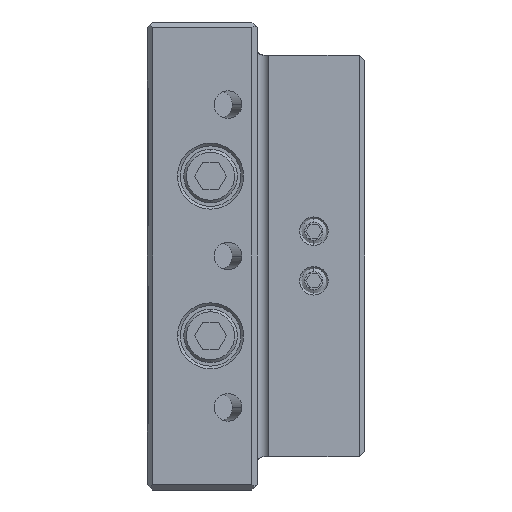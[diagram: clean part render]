
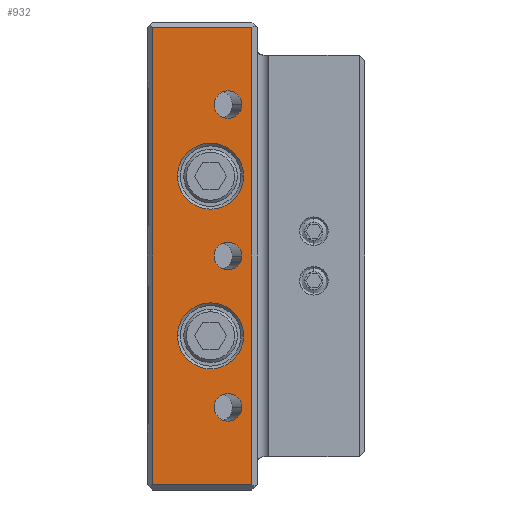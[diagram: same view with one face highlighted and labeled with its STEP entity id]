
A CAD part, front view. The second image highlights one B-rep face of the part: STEP entity #932.
In plain terms, the highlighted planar face has unit normal (0, -1, 0).
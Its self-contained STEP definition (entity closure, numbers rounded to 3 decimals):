
#230=FACE_BOUND('',#1884,.T.);
#231=FACE_BOUND('',#1885,.T.);
#232=FACE_BOUND('',#1886,.T.);
#233=FACE_BOUND('',#1887,.T.);
#234=FACE_BOUND('',#1888,.T.);
#235=FACE_BOUND('',#1889,.T.);
#473=CIRCLE('',#7402,6.);
#474=CIRCLE('',#7403,6.);
#475=CIRCLE('',#7404,6.);
#476=CIRCLE('',#7405,6.);
#855=ELLIPSE('',#7396,2.51,2.5);
#856=ELLIPSE('',#7397,2.51,2.5);
#857=ELLIPSE('',#7398,2.51,2.5);
#858=ELLIPSE('',#7399,2.51,2.5);
#859=ELLIPSE('',#7400,2.51,2.5);
#860=ELLIPSE('',#7401,2.51,2.5);
#932=ADVANCED_FACE('',(#230,#231,#232,#233,#234,#235),#1331,.F.);
#1331=PLANE('',#7406);
#1884=EDGE_LOOP('',(#2540,#2541,#2542,#2543));
#1885=EDGE_LOOP('',(#2544,#2545));
#1886=EDGE_LOOP('',(#2546,#2547));
#1887=EDGE_LOOP('',(#2548,#2549));
#1888=EDGE_LOOP('',(#2550,#2551));
#1889=EDGE_LOOP('',(#2552,#2553));
#2540=ORIENTED_EDGE('',*,*,#5086,.T.);
#2541=ORIENTED_EDGE('',*,*,#5091,.T.);
#2542=ORIENTED_EDGE('',*,*,#4983,.F.);
#2543=ORIENTED_EDGE('',*,*,#5090,.F.);
#2544=ORIENTED_EDGE('',*,*,#5092,.T.);
#2545=ORIENTED_EDGE('',*,*,#5093,.T.);
#2546=ORIENTED_EDGE('',*,*,#5094,.T.);
#2547=ORIENTED_EDGE('',*,*,#5095,.T.);
#2548=ORIENTED_EDGE('',*,*,#5096,.T.);
#2549=ORIENTED_EDGE('',*,*,#5097,.T.);
#2550=ORIENTED_EDGE('',*,*,#5098,.F.);
#2551=ORIENTED_EDGE('',*,*,#5099,.F.);
#2552=ORIENTED_EDGE('',*,*,#5100,.F.);
#2553=ORIENTED_EDGE('',*,*,#5101,.F.);
#4325=VERTEX_POINT('',#10486);
#4326=VERTEX_POINT('',#10488);
#4405=VERTEX_POINT('',#10721);
#4406=VERTEX_POINT('',#10723);
#4408=VERTEX_POINT('',#10734);
#4409=VERTEX_POINT('',#10735);
#4410=VERTEX_POINT('',#10738);
#4411=VERTEX_POINT('',#10739);
#4412=VERTEX_POINT('',#10742);
#4413=VERTEX_POINT('',#10743);
#4414=VERTEX_POINT('',#10746);
#4415=VERTEX_POINT('',#10747);
#4416=VERTEX_POINT('',#10750);
#4417=VERTEX_POINT('',#10751);
#4983=EDGE_CURVE('',#4325,#4326,#5984,.T.);
#5086=EDGE_CURVE('',#4406,#4405,#6053,.T.);
#5090=EDGE_CURVE('',#4406,#4325,#6057,.T.);
#5091=EDGE_CURVE('',#4405,#4326,#6058,.T.);
#5092=EDGE_CURVE('',#4408,#4409,#855,.T.);
#5093=EDGE_CURVE('',#4409,#4408,#856,.T.);
#5094=EDGE_CURVE('',#4410,#4411,#857,.T.);
#5095=EDGE_CURVE('',#4411,#4410,#858,.T.);
#5096=EDGE_CURVE('',#4412,#4413,#859,.T.);
#5097=EDGE_CURVE('',#4413,#4412,#860,.T.);
#5098=EDGE_CURVE('',#4414,#4415,#473,.T.);
#5099=EDGE_CURVE('',#4415,#4414,#474,.T.);
#5100=EDGE_CURVE('',#4416,#4417,#475,.T.);
#5101=EDGE_CURVE('',#4417,#4416,#476,.T.);
#5984=LINE('',#10487,#6535);
#6053=LINE('',#10722,#6604);
#6057=LINE('',#10730,#6608);
#6058=LINE('',#10732,#6609);
#6535=VECTOR('',#8284,1.);
#6604=VECTOR('',#8461,1.);
#6608=VECTOR('',#8469,1.);
#6609=VECTOR('',#8472,1.);
#7396=AXIS2_PLACEMENT_3D('',#10733,#8473,#8474);
#7397=AXIS2_PLACEMENT_3D('',#10736,#8475,#8476);
#7398=AXIS2_PLACEMENT_3D('',#10737,#8477,#8478);
#7399=AXIS2_PLACEMENT_3D('',#10740,#8479,#8480);
#7400=AXIS2_PLACEMENT_3D('',#10741,#8481,#8482);
#7401=AXIS2_PLACEMENT_3D('',#10744,#8483,#8484);
#7402=AXIS2_PLACEMENT_3D('',#10745,#8485,#8486);
#7403=AXIS2_PLACEMENT_3D('',#10748,#8487,#8488);
#7404=AXIS2_PLACEMENT_3D('',#10749,#8489,#8490);
#7405=AXIS2_PLACEMENT_3D('',#10752,#8491,#8492);
#7406=AXIS2_PLACEMENT_3D('',#10753,#8493,#8494);
#8284=DIRECTION('',(1.,0.,0.));
#8461=DIRECTION('',(1.,0.,0.));
#8469=DIRECTION('',(0.,0.,1.));
#8472=DIRECTION('',(0.,0.,1.));
#8473=DIRECTION('',(0.,1.,0.));
#8474=DIRECTION('',(-1.,0.,0.));
#8475=DIRECTION('',(0.,1.,0.));
#8476=DIRECTION('',(-1.,0.,0.));
#8477=DIRECTION('',(0.,1.,0.));
#8478=DIRECTION('',(-1.,0.,0.));
#8479=DIRECTION('',(0.,1.,0.));
#8480=DIRECTION('',(-1.,0.,0.));
#8481=DIRECTION('',(0.,1.,0.));
#8482=DIRECTION('',(-1.,0.,0.));
#8483=DIRECTION('',(0.,1.,0.));
#8484=DIRECTION('',(-1.,0.,0.));
#8485=DIRECTION('',(0.,-1.,0.));
#8486=DIRECTION('',(1.,0.,0.));
#8487=DIRECTION('',(0.,-1.,0.));
#8488=DIRECTION('',(-1.,0.,0.));
#8489=DIRECTION('',(0.,-1.,0.));
#8490=DIRECTION('',(-1.,0.,0.));
#8491=DIRECTION('',(0.,-1.,0.));
#8492=DIRECTION('',(1.,0.,0.));
#8493=DIRECTION('',(0.,1.,0.));
#8494=DIRECTION('',(0.,0.,-1.));
#10486=CARTESIAN_POINT('',(-38.5,-11.,5.));
#10487=CARTESIAN_POINT('',(-38.5,-11.,5.));
#10488=CARTESIAN_POINT('',(-20.5,-11.,5.));
#10721=CARTESIAN_POINT('',(-20.5,-11.,-78.));
#10722=CARTESIAN_POINT('',(-38.5,-11.,-78.));
#10723=CARTESIAN_POINT('',(-38.5,-11.,-78.));
#10730=CARTESIAN_POINT('',(-38.5,-11.,-78.));
#10732=CARTESIAN_POINT('',(-20.5,-11.,-78.));
#10733=CARTESIAN_POINT('',(-24.832,-11.,-64.));
#10734=CARTESIAN_POINT('',(-27.341,-11.,-64.));
#10735=CARTESIAN_POINT('',(-22.322,-11.,-64.));
#10736=CARTESIAN_POINT('',(-24.832,-11.,-64.));
#10737=CARTESIAN_POINT('',(-24.832,-11.,-36.5));
#10738=CARTESIAN_POINT('',(-27.341,-11.,-36.5));
#10739=CARTESIAN_POINT('',(-22.322,-11.,-36.5));
#10740=CARTESIAN_POINT('',(-24.832,-11.,-36.5));
#10741=CARTESIAN_POINT('',(-24.832,-11.,-9.));
#10742=CARTESIAN_POINT('',(-27.341,-11.,-9.));
#10743=CARTESIAN_POINT('',(-22.322,-11.,-9.));
#10744=CARTESIAN_POINT('',(-24.832,-11.,-9.));
#10745=CARTESIAN_POINT('',(-28.,-11.,-51.));
#10746=CARTESIAN_POINT('',(-22.,-11.,-51.));
#10747=CARTESIAN_POINT('',(-34.,-11.,-51.));
#10748=CARTESIAN_POINT('',(-28.,-11.,-51.));
#10749=CARTESIAN_POINT('',(-28.,-11.,-22.));
#10750=CARTESIAN_POINT('',(-34.,-11.,-22.));
#10751=CARTESIAN_POINT('',(-22.,-11.,-22.));
#10752=CARTESIAN_POINT('',(-28.,-11.,-22.));
#10753=CARTESIAN_POINT('',(-29.5,-11.,-36.5));
